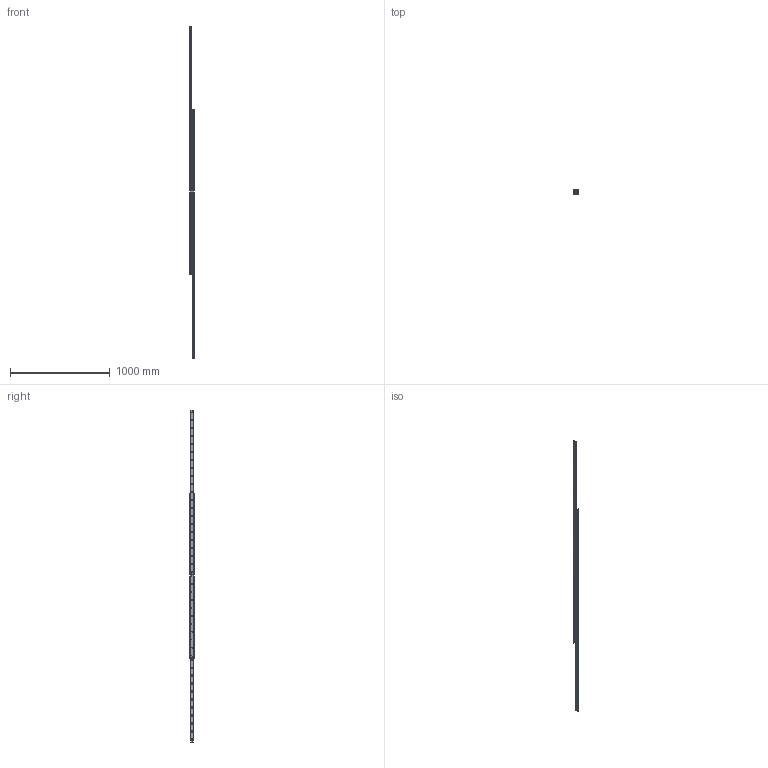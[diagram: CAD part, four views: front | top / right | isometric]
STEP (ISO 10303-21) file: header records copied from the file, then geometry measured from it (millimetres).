
FILE_DESCRIPTION((''),'2;1');
FILE_NAME('LCAH 43-1650.GD.stp','2011-03-24T10:15:44',('MKoza'),(''),'Autodesk Inventor 2009','Autodesk Inventor 2009','');
FILE_SCHEMA(('AUTOMOTIVE_DESIGN { 1 0 10303 214 1 1 1 1 }'));
Length unit declared in the file: millimetre
Products named in the file (10): LCAH 43.GD; LCH 43.L; LCH 43.R; LLMG 43; LLMD 43; KF.LCA 43; AS.L 43; VKB.L 43 6x13,5; DIN 7991 M6x8; VKB.L 43 M6x4
Assembly tree (37 placements, depth 2):
  LCAH 43.GD
    LCH 43.L
    LCH 43.R
    LLMG 43
    LLMD 43
    KF.LCA 43  x2
    AS.L 43  x4
    VKB.L 43 6x13,5  x4
    DIN 7991 M6x8  x21
    VKB.L 43 M6x4  x2
Bounding box: 44 x 43 x 3336 mm (x, y, z)
Volume: 2184812.6 mm3; surface area: 989219.5 mm2
Topology: 37 solids, 37 shells, 746 faces, 1799 edges, 1150 vertices
Faces by surface type: plane 363, bspline 180, cylinder 134, cone 69
Full cylindrical faces by diameter (mm): 6 x31, 7 x4, 12 x21
Entity records: 13438 total; most frequent: CARTESIAN_POINT 4717, DIRECTION 1678, ORIENTED_EDGE 1496, EDGE_LOOP 758, EDGE_CURVE 748, AXIS2_PLACEMENT_3D 682, VERTEX_POINT 594, CIRCLE 430
